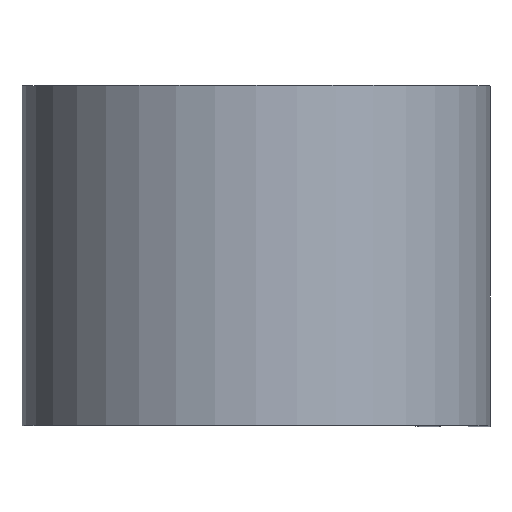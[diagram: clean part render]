
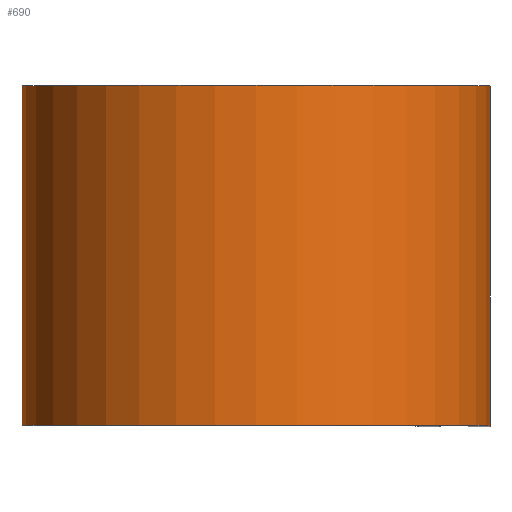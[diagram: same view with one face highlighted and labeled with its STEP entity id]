
A CAD part, top view. The second image highlights one B-rep face of the part: STEP entity #690.
In plain terms, the highlighted cylindrical face has radius 13.119 mm (diameter 26.238 mm), a partial arc.
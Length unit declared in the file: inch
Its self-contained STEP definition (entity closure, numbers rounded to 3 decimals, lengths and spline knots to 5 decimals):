
#38 = CARTESIAN_POINT ( 'NONE',  ( 0., 0.375, -0.5165 ) ) ;
#51 = DIRECTION ( 'NONE',  ( 0., 1., 0. ) ) ;
#57 = DIRECTION ( 'NONE',  ( 1., 0., 0. ) ) ;
#70 = CIRCLE ( 'NONE', #498, 0.5165 ) ;
#71 = VECTOR ( 'NONE', #465, 39.37008 ) ;
#72 = CYLINDRICAL_SURFACE ( 'NONE', #637, 0.5165 ) ;
#74 = ORIENTED_EDGE ( 'NONE', *, *, #726, .F. ) ;
#76 = VERTEX_POINT ( 'NONE', #462 ) ;
#79 = LINE ( 'NONE', #38, #71 ) ;
#81 = FACE_OUTER_BOUND ( 'NONE', #706, .T. ) ;
#94 = CIRCLE ( 'NONE', #434, 0.5165 ) ;
#197 = DIRECTION ( 'NONE',  ( 0., -1., 0. ) ) ;
#236 = CARTESIAN_POINT ( 'NONE',  ( 0., 0.375, -0.5165 ) ) ;
#267 = VERTEX_POINT ( 'NONE', #656 ) ;
#275 = DIRECTION ( 'NONE',  ( 0., 0., -1. ) ) ;
#281 = CARTESIAN_POINT ( 'NONE',  ( 0., -0.375, -0.5165 ) ) ;
#308 = VERTEX_POINT ( 'NONE', #236 ) ;
#318 = ORIENTED_EDGE ( 'NONE', *, *, #653, .T. ) ;
#361 = ORIENTED_EDGE ( 'NONE', *, *, #710, .T. ) ;
#370 = EDGE_CURVE ( 'NONE', #267, #76, #615, .T. ) ;
#371 = DIRECTION ( 'NONE',  ( 0., -1., 0. ) ) ;
#408 = CARTESIAN_POINT ( 'NONE',  ( 0., 0.375, 0. ) ) ;
#409 = CARTESIAN_POINT ( 'NONE',  ( 0.5165, 0.375, 0. ) ) ;
#434 = AXIS2_PLACEMENT_3D ( 'NONE', #642, #665, #675 ) ;
#462 = CARTESIAN_POINT ( 'NONE',  ( 0.5165, -0.375, 0. ) ) ;
#465 = DIRECTION ( 'NONE',  ( 0., -1., 0. ) ) ;
#498 = AXIS2_PLACEMENT_3D ( 'NONE', #408, #51, #57 ) ;
#543 = VERTEX_POINT ( 'NONE', #281 ) ;
#576 = CARTESIAN_POINT ( 'NONE',  ( 0., 0.375, 0. ) ) ;
#615 = LINE ( 'NONE', #409, #624 ) ;
#624 = VECTOR ( 'NONE', #371, 39.37008 ) ;
#637 = AXIS2_PLACEMENT_3D ( 'NONE', #576, #197, #275 ) ;
#642 = CARTESIAN_POINT ( 'NONE',  ( 0., -0.375, 0. ) ) ;
#653 = EDGE_CURVE ( 'NONE', #543, #76, #94, .T. ) ;
#656 = CARTESIAN_POINT ( 'NONE',  ( 0.5165, 0.375, 0. ) ) ;
#665 = DIRECTION ( 'NONE',  ( 0., 1., 0. ) ) ;
#675 = DIRECTION ( 'NONE',  ( 1., 0., 0. ) ) ;
#690 = ADVANCED_FACE ( 'NONE', ( #81 ), #72, .T. ) ;
#698 = ORIENTED_EDGE ( 'NONE', *, *, #370, .F. ) ;
#706 = EDGE_LOOP ( 'NONE', ( #318, #698, #74, #361 ) ) ;
#710 = EDGE_CURVE ( 'NONE', #308, #543, #79, .T. ) ;
#726 = EDGE_CURVE ( 'NONE', #308, #267, #70, .T. ) ;
